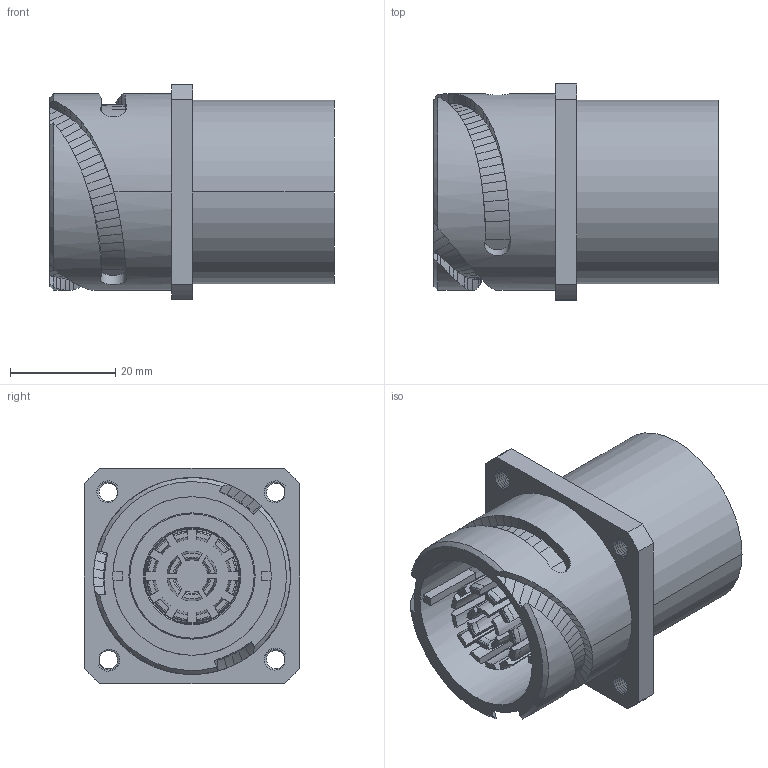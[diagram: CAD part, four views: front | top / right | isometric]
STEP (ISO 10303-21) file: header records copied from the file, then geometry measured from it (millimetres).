
FILE_DESCRIPTION((''),'2;1');
FILE_NAME('GCE3100E22M95S-B-T4_SW0001','2023-06-15T13:41:57',('paultorloting'),('NET AG system integration'),'CREO PARAMETRIC BY PTC INC, 2021404','CREO PARAMETRIC BY PTC INC, 2021404','');
FILE_SCHEMA(('AUTOMOTIVE_DESIGN { 1 0 10303 214 1 1 1 1 }'));
Length unit declared in the file: millimetre
Products named in the file (1): GCE3100E22M95S-B-T4_SW0001
Bounding box: 54 x 41 x 41 mm (x, y, z)
Volume: 43771.5 mm3; surface area: 14758.9 mm2
Topology: 1 solids, 1 shells, 556 faces, 1483 edges, 963 vertices
Faces by surface type: bspline 230, plane 190, cone 79, torus 36, cylinder 21
Entity records: 27515 total; most frequent: CARTESIAN_POINT 13107, ORIENTED_EDGE 2966, DIRECTION 1699, EDGE_CURVE 1483, VERTEX_POINT 963, VECTOR 660, LINE 660, B_SPLINE_CURVE_WITH_KNOTS 643
